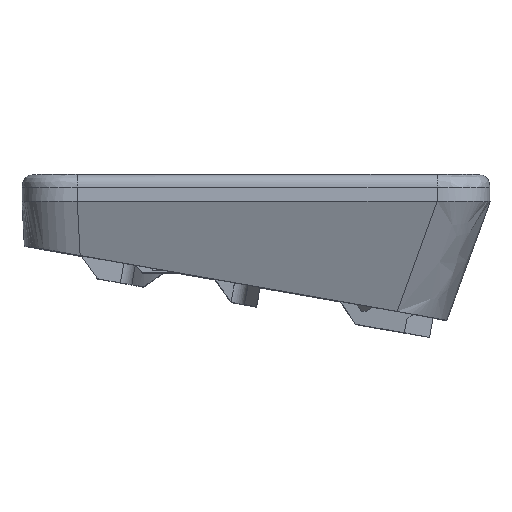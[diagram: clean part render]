
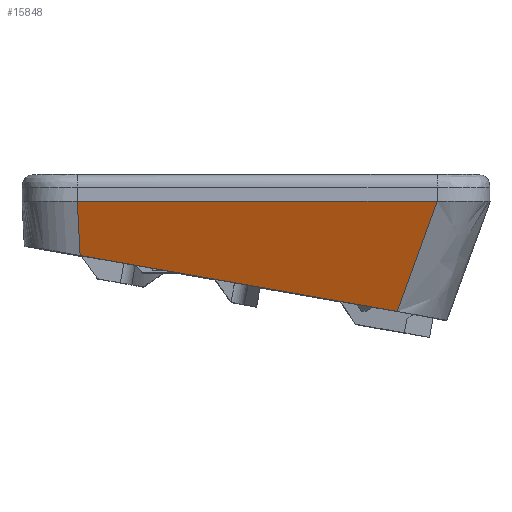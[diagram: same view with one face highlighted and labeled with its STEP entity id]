
A CAD part, top view. The second image highlights one B-rep face of the part: STEP entity #15848.
In plain terms, the highlighted free-form (B-spline) face has degree [1, 1] with [2, 2] control points.
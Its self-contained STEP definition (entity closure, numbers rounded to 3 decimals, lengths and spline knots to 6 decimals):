
#64=LINE('',#21362,#1630);
#69=LINE('',#21473,#1635);
#1630=VECTOR('',#17509,1.);
#1635=VECTOR('',#17520,1.);
#3403=B_SPLINE_CURVE_WITH_KNOTS('',3,(#21468,#21469,#21470,#21471),
 .UNSPECIFIED.,.F.,.F.,(4,4),(0.,1.),.UNSPECIFIED.);
#3404=B_SPLINE_CURVE_WITH_KNOTS('',3,(#21475,#21476,#21477,#21478),
 .UNSPECIFIED.,.F.,.F.,(4,4),(0.,1.),.UNSPECIFIED.);
#3608=B_SPLINE_SURFACE_WITH_KNOTS('',1,1,((#21464,#21465),(#21466,#21467)),
 .PLANE_SURF.,.F.,.F.,.F.,(2,2),(2,2),(0.,1.),(0.,1.),.UNSPECIFIED.);
#4423=ORIENTED_EDGE('',*,*,#9346,.T.);
#4424=ORIENTED_EDGE('',*,*,#9347,.T.);
#4425=ORIENTED_EDGE('',*,*,#9348,.T.);
#4426=ORIENTED_EDGE('',*,*,#9334,.F.);
#9334=EDGE_CURVE('',#11795,#11796,#64,.T.);
#9346=EDGE_CURVE('',#11795,#11805,#3403,.T.);
#9347=EDGE_CURVE('',#11805,#11806,#69,.T.);
#9348=EDGE_CURVE('',#11806,#11796,#3404,.T.);
#11795=VERTEX_POINT('',#21361);
#11796=VERTEX_POINT('',#21363);
#11805=VERTEX_POINT('',#21472);
#11806=VERTEX_POINT('',#21474);
#13626=EDGE_LOOP('',(#4423,#4424,#4425,#4426));
#14585=FACE_BOUND('',#13626,.T.);
#15848=ADVANCED_FACE('',(#14585),#3608,.T.);
#17509=DIRECTION('',(-0.983,0.173,0.063));
#17520=DIRECTION('',(-1.,0.,0.));
#21361=CARTESIAN_POINT('',(0.07137,0.000373,0.044886));
#21362=CARTESIAN_POINT('',(0.03803,0.006251,0.047026));
#21363=CARTESIAN_POINT('',(0.003708,0.012303,0.049228));
#21464=CARTESIAN_POINT('',(-0.001244,-0.000949,0.044405));
#21465=CARTESIAN_POINT('',(-0.001244,0.025026,0.053859));
#21466=CARTESIAN_POINT('',(0.08426,-0.000949,0.044405));
#21467=CARTESIAN_POINT('',(0.08426,0.025026,0.053859));
#21468=CARTESIAN_POINT('',(0.07137,0.000373,0.044886));
#21469=CARTESIAN_POINT('',(0.074217,0.008197,0.047734));
#21470=CARTESIAN_POINT('',(0.077065,0.016021,0.050582));
#21471=CARTESIAN_POINT('',(0.079913,0.023846,0.053429));
#21472=CARTESIAN_POINT('',(0.079913,0.023846,0.053429));
#21473=CARTESIAN_POINT('',(0.002801,0.023846,0.053429));
#21474=CARTESIAN_POINT('',(0.003103,0.023846,0.053429));
#21475=CARTESIAN_POINT('',(0.003103,0.023846,0.053429));
#21476=CARTESIAN_POINT('',(0.003305,0.019998,0.052029));
#21477=CARTESIAN_POINT('',(0.003506,0.016151,0.050629));
#21478=CARTESIAN_POINT('',(0.003708,0.012303,0.049228));
